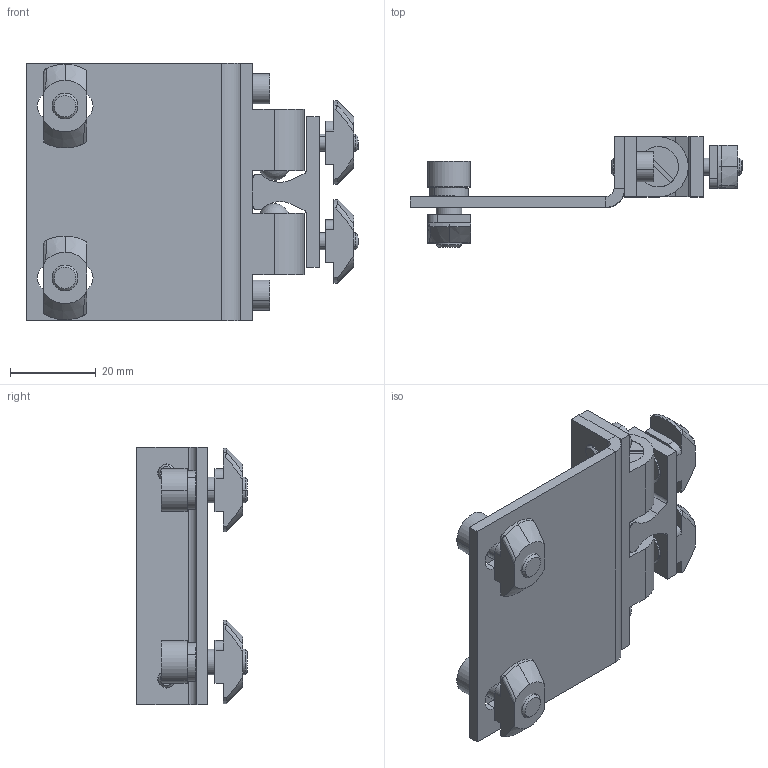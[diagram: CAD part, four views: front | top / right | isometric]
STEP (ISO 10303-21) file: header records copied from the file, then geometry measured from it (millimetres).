
FILE_DESCRIPTION (( 'STEP AP214' ), '1' );
FILE_NAME ('SNSD.30.50.86. Çàùåëêà ìåõàíè÷åñêàÿ øàðèêîâàÿ 45õ45(B62).STEP', '2014-12-03T08:08:39', ( 'XTreme.ws' ), ( 'XTreme.ws' ), 'SwSTEP 2.0', 'SolidWorks 2014', '' );
FILE_SCHEMA (( 'AUTOMOTIVE_DESIGN' ));
Length unit declared in the file: millimetre
Products named in the file (10): B62B66SNSD.30.50.58. Ñóõàðü ïàç 10, M4(B59)B62B59B5312B62_00; B62B66SNSD.30.50.85. 鎔艜 碨闅骫(B59)B62B59B5312B62_00; B62B66SNSD.30.50.85. Çàùåëêà(B59)B62B59B5312B62_00; B62B66SNSD.30.50.58. Ñóõàðü ïàç 10, M6(B59)B62B59B5312B62_00; B62B66SNSD.30.50.85. 鏢鍒歑(B59)B62B59B5312B62_00; B62B66SNSD.30.50.85. 鎔艜 M6x20(B59)B62B59B5312B62_00; B62B66SNSD.30.50.85. 鎔艜 M4x10(B59)B62B59B5312B62_00; B62B66SNSD.30.50.85. Êîðïóñ øàðèêîâ(B59)B62B59B5312B62_00; B62B66SNSD.30.50.85. Êîðïóñ çàùåëêè(B59)B62B59B5312B62_00; SNSD.30.50.86. Çàùåëêà ìåõàíè÷åñêàÿ øàðèêîâàÿ 45õ45(B62)
Assembly tree (15 placements, depth 2):
  SNSD.30.50.86. Çàùåëêà ìåõàíè÷åñêàÿ øàðèêîâàÿ 45õ45(B62)
    B62B66SNSD.30.50.85. Êîðïóñ çàùåëêè(B59)B62B59B5312B62_00
    B62B66SNSD.30.50.85. Êîðïóñ øàðèêîâ(B59)B62B59B5312B62_00
    B62B66SNSD.30.50.85. 鎔艜 M4x10(B59)B62B59B5312B62_00  x2
    B62B66SNSD.30.50.85. 鎔艜 M6x20(B59)B62B59B5312B62_00  x2
    B62B66SNSD.30.50.85. 鏢鍒歑(B59)B62B59B5312B62_00  x2
    B62B66SNSD.30.50.58. Ñóõàðü ïàç 10, M6(B59)B62B59B5312B62_00  x2
    B62B66SNSD.30.50.85. Çàùåëêà(B59)B62B59B5312B62_00
    B62B66SNSD.30.50.85. 鎔艜 碨闅骫(B59)B62B59B5312B62_00  x2
    B62B66SNSD.30.50.58. Ñóõàðü ïàç 10, M4(B59)B62B59B5312B62_00  x2
Bounding box: 77.3 x 25.7 x 60 mm (x, y, z)
Volume: 23486.5 mm3; surface area: 18439.1 mm2
Topology: 15 solids, 15 shells, 333 faces, 789 edges, 500 vertices
Faces by surface type: plane 152, cylinder 105, cone 60, bspline 12, sphere 4
Entity records: 7291 total; most frequent: CARTESIAN_POINT 1477, DIRECTION 1133, ORIENTED_EDGE 1054, EDGE_CURVE 527, AXIS2_PLACEMENT_3D 408, VERTEX_POINT 332, LINE 317, VECTOR 317
